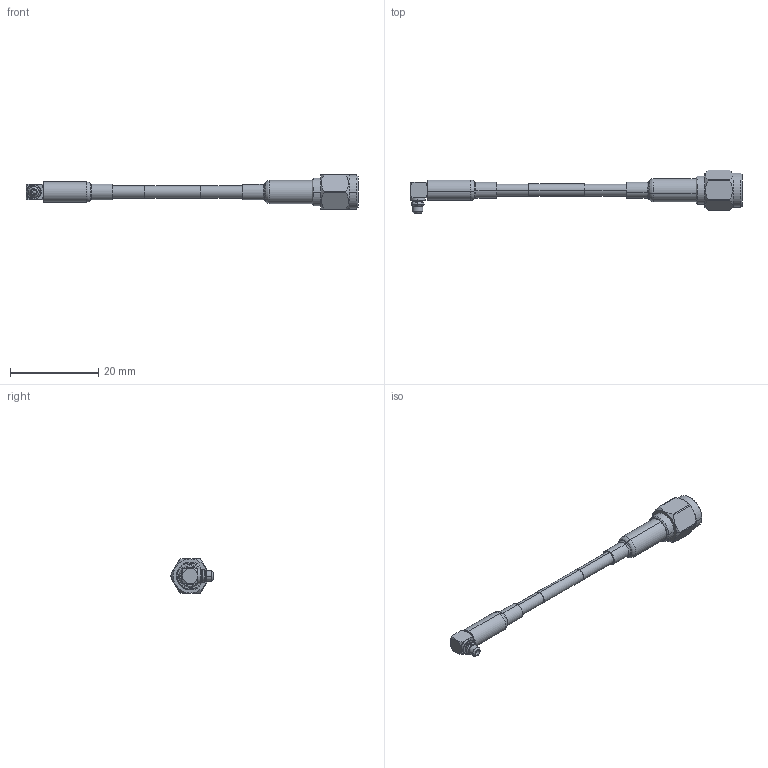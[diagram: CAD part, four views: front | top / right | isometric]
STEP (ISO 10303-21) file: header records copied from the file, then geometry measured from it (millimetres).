
FILE_DESCRIPTION (( 'STEP AP214' ), '1' );
FILE_NAME ('FMCA100075_3D.step', '2024-07-31T22:47:54', ( '' ), ( '' ), 'SwSTEP 2.0', 'SolidWorks 2022', '' );
FILE_SCHEMA (( 'AUTOMOTIVE_DESIGN' ));
Length unit declared in the file: inch
Products named in the file (6): RG188-HEATSHRINK_5_.75" Long; FMCA100075_3D; RG188A-U; RG188-HEATSHRINK_.75" Long; SC9535; SC7060
Assembly tree (5 placements, depth 2):
  FMCA100075_3D
    RG188A-U
    SC9535
    SC7060
    RG188-HEATSHRINK_.75" Long
    RG188-HEATSHRINK_5_.75" Long
Bounding box: 75.31 x 9.8 x 7.94 mm (x, y, z)
Volume: 987.2 mm3; surface area: 2556.8 mm2
Topology: 8 solids, 8 shells, 304 faces, 724 edges, 456 vertices
Faces by surface type: cylinder 125, plane 112, cone 41, torus 18, bspline 8
Entity records: 10475 total; most frequent: CARTESIAN_POINT 2725, DIRECTION 1558, ORIENTED_EDGE 1444, EDGE_CURVE 722, AXIS2_PLACEMENT_3D 602, VERTEX_POINT 456, LINE 354, VECTOR 354
